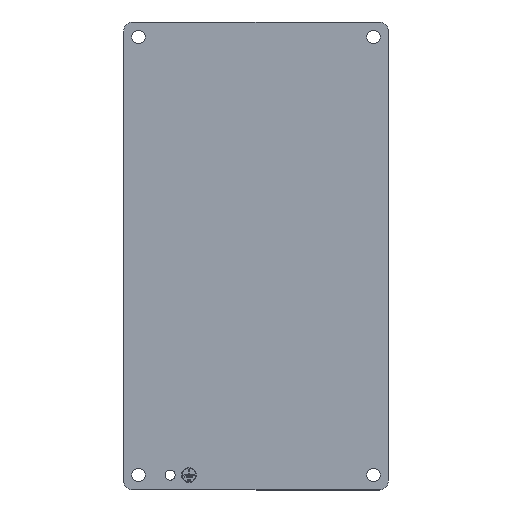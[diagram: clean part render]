
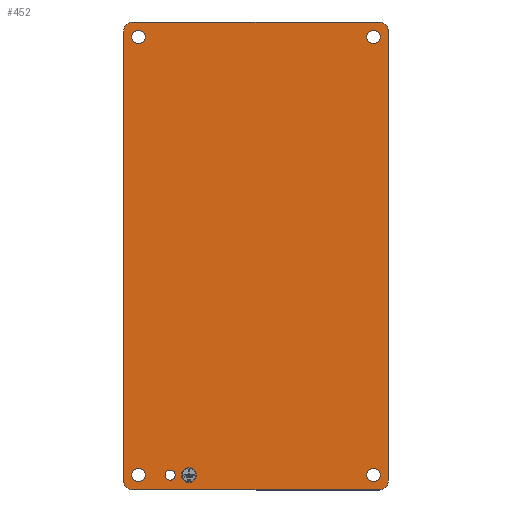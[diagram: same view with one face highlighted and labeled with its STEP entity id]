
A CAD part, top view. The second image highlights one B-rep face of the part: STEP entity #452.
In plain terms, the highlighted planar face has unit normal (0, 0, 1).
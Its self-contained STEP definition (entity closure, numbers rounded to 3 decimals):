
#54=AXIS2_PLACEMENT_3D('Circle Axis2P3D',#52,#53,$) ;
#276=AXIS2_PLACEMENT_3D('Circle Axis2P3D',#274,#275,$) ;
#290=AXIS2_PLACEMENT_3D('Plane Axis2P3D',#287,#288,#289) ;
#303=AXIS2_PLACEMENT_3D('Circle Axis2P3D',#301,#302,$) ;
#317=AXIS2_PLACEMENT_3D('Circle Axis2P3D',#315,#316,$) ;
#331=AXIS2_PLACEMENT_3D('Circle Axis2P3D',#329,#330,$) ;
#345=AXIS2_PLACEMENT_3D('Circle Axis2P3D',#343,#344,$) ;
#364=AXIS2_PLACEMENT_3D('Circle Axis2P3D',#362,#363,$) ;
#373=AXIS2_PLACEMENT_3D('Circle Axis2P3D',#371,#372,$) ;
#382=AXIS2_PLACEMENT_3D('Circle Axis2P3D',#380,#381,$) ;
#391=AXIS2_PLACEMENT_3D('Circle Axis2P3D',#389,#390,$) ;
#400=AXIS2_PLACEMENT_3D('Circle Axis2P3D',#398,#399,$) ;
#409=AXIS2_PLACEMENT_3D('Circle Axis2P3D',#407,#408,$) ;
#418=AXIS2_PLACEMENT_3D('Circle Axis2P3D',#416,#417,$) ;
#427=AXIS2_PLACEMENT_3D('Circle Axis2P3D',#425,#426,$) ;
#436=AXIS2_PLACEMENT_3D('Circle Axis2P3D',#434,#435,$) ;
#445=AXIS2_PLACEMENT_3D('Circle Axis2P3D',#443,#444,$) ;
#49=CARTESIAN_POINT('Vertex',(22.3,8.,1.5)) ;
#52=CARTESIAN_POINT('Axis2P3D Location',(25.,8.,1.5)) ;
#56=CARTESIAN_POINT('Vertex',(27.7,8.,1.5)) ;
#274=CARTESIAN_POINT('Axis2P3D Location',(25.,8.,1.5)) ;
#287=CARTESIAN_POINT('Axis2P3D Location',(71.,125.5,1.5)) ;
#292=CARTESIAN_POINT('Line Origine',(71.,251.,1.5)) ;
#296=CARTESIAN_POINT('Vertex',(137.,251.,1.5)) ;
#298=CARTESIAN_POINT('Vertex',(5.,251.,1.5)) ;
#301=CARTESIAN_POINT('Axis2P3D Location',(5.,246.,1.5)) ;
#305=CARTESIAN_POINT('Vertex',(0.,246.,1.5)) ;
#308=CARTESIAN_POINT('Line Origine',(0.,125.5,1.5)) ;
#312=CARTESIAN_POINT('Vertex',(0.,5.,1.5)) ;
#315=CARTESIAN_POINT('Axis2P3D Location',(5.,5.,1.5)) ;
#319=CARTESIAN_POINT('Vertex',(5.,0.,1.5)) ;
#322=CARTESIAN_POINT('Line Origine',(71.,0.,1.5)) ;
#326=CARTESIAN_POINT('Vertex',(137.,0.,1.5)) ;
#329=CARTESIAN_POINT('Axis2P3D Location',(137.,5.,1.5)) ;
#333=CARTESIAN_POINT('Vertex',(142.,5.,1.5)) ;
#336=CARTESIAN_POINT('Line Origine',(142.,125.5,1.5)) ;
#340=CARTESIAN_POINT('Vertex',(142.,246.,1.5)) ;
#343=CARTESIAN_POINT('Axis2P3D Location',(137.,246.,1.5)) ;
#362=CARTESIAN_POINT('Axis2P3D Location',(35.,8.,1.5)) ;
#366=CARTESIAN_POINT('Vertex',(39.,8.,1.5)) ;
#368=CARTESIAN_POINT('Vertex',(31.,8.,1.5)) ;
#371=CARTESIAN_POINT('Axis2P3D Location',(35.,8.,1.5)) ;
#380=CARTESIAN_POINT('Axis2P3D Location',(8.,8.,1.5)) ;
#384=CARTESIAN_POINT('Vertex',(11.6,8.,1.5)) ;
#386=CARTESIAN_POINT('Vertex',(4.4,8.,1.5)) ;
#389=CARTESIAN_POINT('Axis2P3D Location',(8.,8.,1.5)) ;
#398=CARTESIAN_POINT('Axis2P3D Location',(134.,243.,1.5)) ;
#402=CARTESIAN_POINT('Vertex',(137.6,243.,1.5)) ;
#404=CARTESIAN_POINT('Vertex',(130.4,243.,1.5)) ;
#407=CARTESIAN_POINT('Axis2P3D Location',(134.,243.,1.5)) ;
#416=CARTESIAN_POINT('Axis2P3D Location',(134.,8.,1.5)) ;
#420=CARTESIAN_POINT('Vertex',(137.6,8.,1.5)) ;
#422=CARTESIAN_POINT('Vertex',(130.4,8.,1.5)) ;
#425=CARTESIAN_POINT('Axis2P3D Location',(134.,8.,1.5)) ;
#434=CARTESIAN_POINT('Axis2P3D Location',(8.,243.,1.5)) ;
#438=CARTESIAN_POINT('Vertex',(11.6,243.,1.5)) ;
#440=CARTESIAN_POINT('Vertex',(4.4,243.,1.5)) ;
#443=CARTESIAN_POINT('Axis2P3D Location',(8.,243.,1.5)) ;
#53=DIRECTION('Axis2P3D Direction',(-0.,0.,1.)) ;
#275=DIRECTION('Axis2P3D Direction',(-0.,0.,1.)) ;
#288=DIRECTION('Axis2P3D Direction',(-0.,0.,1.)) ;
#289=DIRECTION('Axis2P3D XDirection',(1.,0.,0.)) ;
#293=DIRECTION('Vector Direction',(-1.,0.,0.)) ;
#302=DIRECTION('Axis2P3D Direction',(-0.,0.,1.)) ;
#309=DIRECTION('Vector Direction',(0.,-1.,0.)) ;
#316=DIRECTION('Axis2P3D Direction',(-0.,0.,1.)) ;
#323=DIRECTION('Vector Direction',(1.,0.,0.)) ;
#330=DIRECTION('Axis2P3D Direction',(-0.,0.,1.)) ;
#337=DIRECTION('Vector Direction',(0.,1.,0.)) ;
#344=DIRECTION('Axis2P3D Direction',(-0.,0.,1.)) ;
#363=DIRECTION('Axis2P3D Direction',(-0.,0.,1.)) ;
#372=DIRECTION('Axis2P3D Direction',(-0.,0.,1.)) ;
#381=DIRECTION('Axis2P3D Direction',(-0.,0.,1.)) ;
#390=DIRECTION('Axis2P3D Direction',(-0.,0.,1.)) ;
#399=DIRECTION('Axis2P3D Direction',(-0.,0.,1.)) ;
#408=DIRECTION('Axis2P3D Direction',(-0.,0.,1.)) ;
#417=DIRECTION('Axis2P3D Direction',(-0.,0.,1.)) ;
#426=DIRECTION('Axis2P3D Direction',(-0.,0.,1.)) ;
#435=DIRECTION('Axis2P3D Direction',(-0.,0.,1.)) ;
#444=DIRECTION('Axis2P3D Direction',(-0.,0.,1.)) ;
#294=VECTOR('Line Direction',#293,1.) ;
#310=VECTOR('Line Direction',#309,1.) ;
#324=VECTOR('Line Direction',#323,1.) ;
#338=VECTOR('Line Direction',#337,1.) ;
#349=ORIENTED_EDGE('',*,*,#300,.T.) ;
#350=ORIENTED_EDGE('',*,*,#307,.T.) ;
#351=ORIENTED_EDGE('',*,*,#314,.T.) ;
#352=ORIENTED_EDGE('',*,*,#321,.T.) ;
#353=ORIENTED_EDGE('',*,*,#328,.T.) ;
#354=ORIENTED_EDGE('',*,*,#335,.T.) ;
#355=ORIENTED_EDGE('',*,*,#342,.T.) ;
#356=ORIENTED_EDGE('',*,*,#347,.T.) ;
#359=ORIENTED_EDGE('',*,*,#278,.F.) ;
#360=ORIENTED_EDGE('',*,*,#58,.F.) ;
#377=ORIENTED_EDGE('',*,*,#370,.F.) ;
#378=ORIENTED_EDGE('',*,*,#375,.F.) ;
#395=ORIENTED_EDGE('',*,*,#388,.F.) ;
#396=ORIENTED_EDGE('',*,*,#393,.F.) ;
#413=ORIENTED_EDGE('',*,*,#406,.F.) ;
#414=ORIENTED_EDGE('',*,*,#411,.F.) ;
#431=ORIENTED_EDGE('',*,*,#424,.F.) ;
#432=ORIENTED_EDGE('',*,*,#429,.F.) ;
#449=ORIENTED_EDGE('',*,*,#442,.F.) ;
#450=ORIENTED_EDGE('',*,*,#447,.F.) ;
#361=FACE_BOUND('',#358,.T.) ;
#379=FACE_BOUND('',#376,.T.) ;
#397=FACE_BOUND('',#394,.T.) ;
#415=FACE_BOUND('',#412,.T.) ;
#433=FACE_BOUND('',#430,.T.) ;
#451=FACE_BOUND('',#448,.T.) ;
#452=ADVANCED_FACE('Schnitt-Linear austragen6',(#357,#361,#379,#397,#415,#433,#451),#291,.T.) ;
#55=CIRCLE('generated circle',#54,2.7) ;
#277=CIRCLE('generated circle',#276,2.7) ;
#304=CIRCLE('generated circle',#303,5.) ;
#318=CIRCLE('generated circle',#317,5.) ;
#332=CIRCLE('generated circle',#331,5.) ;
#346=CIRCLE('generated circle',#345,5.) ;
#365=CIRCLE('generated circle',#364,4.) ;
#374=CIRCLE('generated circle',#373,4.) ;
#383=CIRCLE('generated circle',#382,3.6) ;
#392=CIRCLE('generated circle',#391,3.6) ;
#401=CIRCLE('generated circle',#400,3.6) ;
#410=CIRCLE('generated circle',#409,3.6) ;
#419=CIRCLE('generated circle',#418,3.6) ;
#428=CIRCLE('generated circle',#427,3.6) ;
#437=CIRCLE('generated circle',#436,3.6) ;
#446=CIRCLE('generated circle',#445,3.6) ;
#58=EDGE_CURVE('',#50,#57,#55,.T.) ;
#278=EDGE_CURVE('',#57,#50,#277,.T.) ;
#300=EDGE_CURVE('',#297,#299,#295,.T.) ;
#307=EDGE_CURVE('',#299,#306,#304,.T.) ;
#314=EDGE_CURVE('',#306,#313,#311,.T.) ;
#321=EDGE_CURVE('',#313,#320,#318,.T.) ;
#328=EDGE_CURVE('',#320,#327,#325,.T.) ;
#335=EDGE_CURVE('',#327,#334,#332,.T.) ;
#342=EDGE_CURVE('',#334,#341,#339,.T.) ;
#347=EDGE_CURVE('',#341,#297,#346,.T.) ;
#370=EDGE_CURVE('',#367,#369,#365,.T.) ;
#375=EDGE_CURVE('',#369,#367,#374,.T.) ;
#388=EDGE_CURVE('',#385,#387,#383,.T.) ;
#393=EDGE_CURVE('',#387,#385,#392,.T.) ;
#406=EDGE_CURVE('',#403,#405,#401,.T.) ;
#411=EDGE_CURVE('',#405,#403,#410,.T.) ;
#424=EDGE_CURVE('',#421,#423,#419,.T.) ;
#429=EDGE_CURVE('',#423,#421,#428,.T.) ;
#442=EDGE_CURVE('',#439,#441,#437,.T.) ;
#447=EDGE_CURVE('',#441,#439,#446,.T.) ;
#348=EDGE_LOOP('',(#349,#350,#351,#352,#353,#354,#355,#356)) ;
#358=EDGE_LOOP('',(#359,#360)) ;
#376=EDGE_LOOP('',(#377,#378)) ;
#394=EDGE_LOOP('',(#395,#396)) ;
#412=EDGE_LOOP('',(#413,#414)) ;
#430=EDGE_LOOP('',(#431,#432)) ;
#448=EDGE_LOOP('',(#449,#450)) ;
#357=FACE_OUTER_BOUND('',#348,.T.) ;
#295=LINE('Line',#292,#294) ;
#311=LINE('Line',#308,#310) ;
#325=LINE('Line',#322,#324) ;
#339=LINE('Line',#336,#338) ;
#291=PLANE('',#290) ;
#50=VERTEX_POINT('',#49) ;
#57=VERTEX_POINT('',#56) ;
#297=VERTEX_POINT('',#296) ;
#299=VERTEX_POINT('',#298) ;
#306=VERTEX_POINT('',#305) ;
#313=VERTEX_POINT('',#312) ;
#320=VERTEX_POINT('',#319) ;
#327=VERTEX_POINT('',#326) ;
#334=VERTEX_POINT('',#333) ;
#341=VERTEX_POINT('',#340) ;
#367=VERTEX_POINT('',#366) ;
#369=VERTEX_POINT('',#368) ;
#385=VERTEX_POINT('',#384) ;
#387=VERTEX_POINT('',#386) ;
#403=VERTEX_POINT('',#402) ;
#405=VERTEX_POINT('',#404) ;
#421=VERTEX_POINT('',#420) ;
#423=VERTEX_POINT('',#422) ;
#439=VERTEX_POINT('',#438) ;
#441=VERTEX_POINT('',#440) ;
